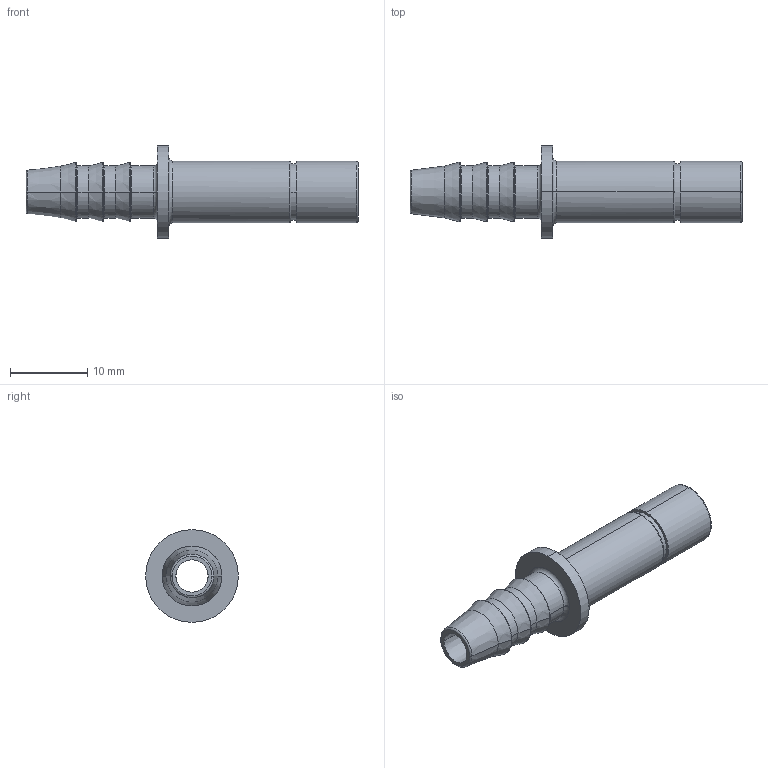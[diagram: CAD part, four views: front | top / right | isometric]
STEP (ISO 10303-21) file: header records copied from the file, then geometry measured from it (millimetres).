
FILE_DESCRIPTION(('STEP AP214'),'1');
FILE_NAME('6822_08_06.stp','2016-07-07T14:44:39',('TraceParts'),('TraceParts S.A.'),'Spatial InterOp 3D',' ',' ');
FILE_SCHEMA(('automotive_design'));
Length unit declared in the file: millimetre
Products named in the file (1): V322-08-06WP
Bounding box: 43 x 12 x 12 mm (x, y, z)
Volume: 945.3 mm3; surface area: 1990.5 mm2
Topology: 1 solids, 1 shells, 83 faces, 188 edges, 114 vertices
Faces by surface type: torus 40, cylinder 20, cone 14, plane 9
Entity records: 2403 total; most frequent: DIRECTION 510, CARTESIAN_POINT 386, ORIENTED_EDGE 376, AXIS2_PLACEMENT_3D 238, EDGE_CURVE 188, CIRCLE 154, VERTEX_POINT 114, EDGE_LOOP 92
